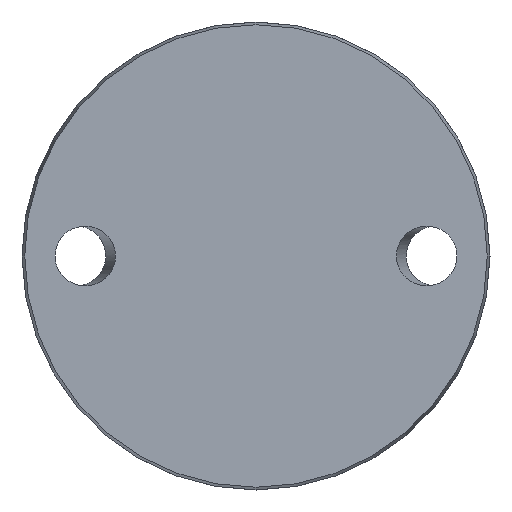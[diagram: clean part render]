
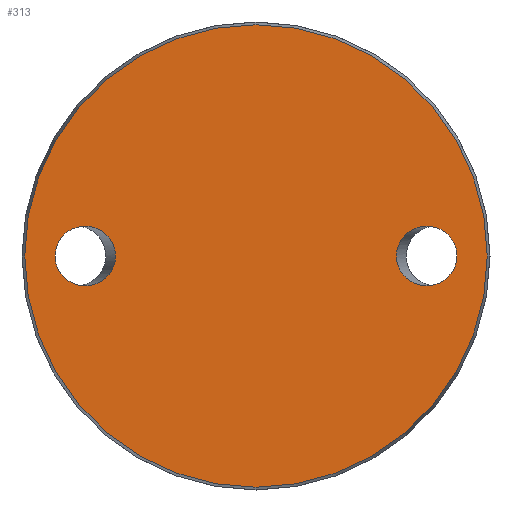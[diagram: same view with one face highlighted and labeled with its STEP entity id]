
A CAD part, front view. The second image highlights one B-rep face of the part: STEP entity #313.
In plain terms, the highlighted planar face has unit normal (0, -1, 0).
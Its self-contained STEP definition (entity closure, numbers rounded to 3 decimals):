
#12 = CARTESIAN_POINT ( 'NONE',  ( 29.413, 0., 0. ) ) ;
#25 = EDGE_LOOP ( 'NONE', ( #514 ) ) ;
#43 = VERTEX_POINT ( 'NONE', #542 ) ;
#49 = CARTESIAN_POINT ( 'NONE',  ( -42.087, 0., 0. ) ) ;
#77 = CARTESIAN_POINT ( 'NONE',  ( 29.413, 0., 12.5 ) ) ;
#98 = FACE_BOUND ( 'NONE', #460, .T. ) ;
#101 = ORIENTED_EDGE ( 'NONE', *, *, #562, .T. ) ;
#127 = CARTESIAN_POINT ( 'NONE',  ( 42.087, 0., 0. ) ) ;
#132 = DIRECTION ( 'NONE',  ( 0., 0., -1. ) ) ;
#135 = CARTESIAN_POINT ( 'NONE',  ( 29.413, 0., -12.5 ) ) ;
#196 = CARTESIAN_POINT ( 'NONE',  ( 0., 0., 0. ) ) ;
#217 = DIRECTION ( 'NONE',  ( 0., 0., 1. ) ) ;
#223 = CARTESIAN_POINT ( 'NONE',  ( -29.413, 0., 0. ) ) ;
#227 = CARTESIAN_POINT ( 'NONE',  ( -42.087, 0., 12.5 ) ) ;
#238 = ORIENTED_EDGE ( 'NONE', *, *, #770, .T. ) ;
#243 = CARTESIAN_POINT ( 'NONE',  ( 42.087, 0., -12.5 ) ) ;
#279 = CARTESIAN_POINT ( 'NONE',  ( -29.413, 0., 12.5 ) ) ;
#295 = PLANE ( 'NONE',  #608 ) ;
#313 = ADVANCED_FACE ( 'NONE', ( #98, #720, #518 ), #295, .F. ) ;
#345 = CARTESIAN_POINT ( 'NONE',  ( 42.087, 0., 0. ) ) ;
#407 = CARTESIAN_POINT ( 'NONE',  ( -42.087, 0., -12.5 ) ) ;
#446 =( BOUNDED_CURVE ( )  B_SPLINE_CURVE ( 3, ( #684, #243, #135, #12, #77, #496, #127 ),
 .UNSPECIFIED., .T., .T. ) 
 B_SPLINE_CURVE_WITH_KNOTS ( ( 4, 3, 4 ),
 ( 0., 3.142, 6.283 ),
 .UNSPECIFIED. ) 
 CURVE ( )  GEOMETRIC_REPRESENTATION_ITEM ( )  RATIONAL_B_SPLINE_CURVE ( ( 1., 0.333, 0.333, 1., 0.333, 0.333, 1. ) ) 
 REPRESENTATION_ITEM ( '' )  );
#460 = EDGE_LOOP ( 'NONE', ( #101 ) ) ;
#469 = CARTESIAN_POINT ( 'NONE',  ( -48.425, 0., 0. ) ) ;
#494 = AXIS2_PLACEMENT_3D ( 'NONE', #196, #615, #132 ) ;
#496 = CARTESIAN_POINT ( 'NONE',  ( 42.087, 0., 12.5 ) ) ;
#514 = ORIENTED_EDGE ( 'NONE', *, *, #752, .T. ) ;
#518 = FACE_OUTER_BOUND ( 'NONE', #700, .T. ) ;
#528 = CIRCLE ( 'NONE', #494, 48.425 ) ;
#542 = CARTESIAN_POINT ( 'NONE',  ( -42.087, 0., 0. ) ) ;
#557 =( BOUNDED_CURVE ( )  B_SPLINE_CURVE ( 3, ( #49, #227, #279, #223, #597, #407, #642 ),
 .UNSPECIFIED., .T., .F. ) 
 B_SPLINE_CURVE_WITH_KNOTS ( ( 4, 3, 4 ),
 ( 0., 3.142, 6.283 ),
 .UNSPECIFIED. ) 
 CURVE ( )  GEOMETRIC_REPRESENTATION_ITEM ( )  RATIONAL_B_SPLINE_CURVE ( ( 1., 0.333, 0.333, 1., 0.333, 0.333, 1. ) ) 
 REPRESENTATION_ITEM ( '' )  );
#562 = EDGE_CURVE ( 'NONE', #43, #43, #557, .T. ) ;
#597 = CARTESIAN_POINT ( 'NONE',  ( -29.413, 0., -12.5 ) ) ;
#608 = AXIS2_PLACEMENT_3D ( 'NONE', #469, #723, #217 ) ;
#615 = DIRECTION ( 'NONE',  ( 0., -1., 0. ) ) ;
#642 = CARTESIAN_POINT ( 'NONE',  ( -42.087, 0., 0. ) ) ;
#677 = VERTEX_POINT ( 'NONE', #734 ) ;
#684 = CARTESIAN_POINT ( 'NONE',  ( 42.087, 0., 0. ) ) ;
#700 = EDGE_LOOP ( 'NONE', ( #238 ) ) ;
#717 = VERTEX_POINT ( 'NONE', #345 ) ;
#720 = FACE_BOUND ( 'NONE', #25, .T. ) ;
#723 = DIRECTION ( 'NONE',  ( 0., 1., 0. ) ) ;
#734 = CARTESIAN_POINT ( 'NONE',  ( 0., 0., -48.425 ) ) ;
#752 = EDGE_CURVE ( 'NONE', #717, #717, #446, .T. ) ;
#770 = EDGE_CURVE ( 'NONE', #677, #677, #528, .T. ) ;
